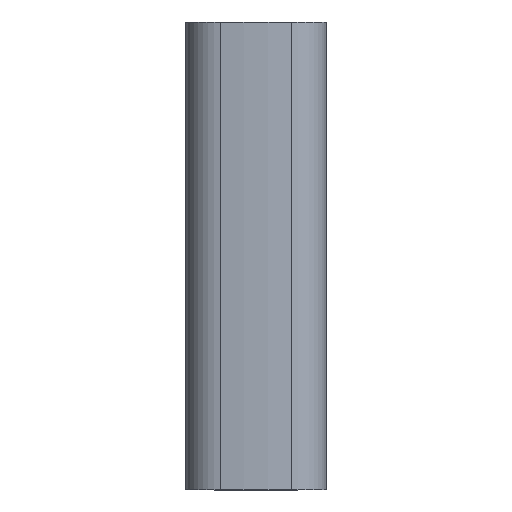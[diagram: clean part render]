
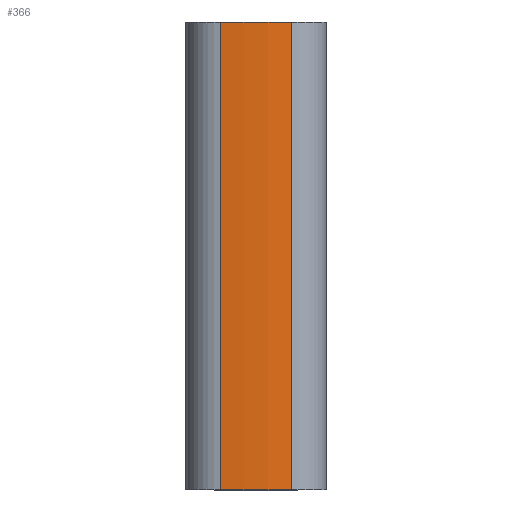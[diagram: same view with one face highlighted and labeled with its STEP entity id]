
A CAD part, top view. The second image highlights one B-rep face of the part: STEP entity #366.
In plain terms, the highlighted cylindrical face has radius 11.475 mm (diameter 22.95 mm), a partial arc.
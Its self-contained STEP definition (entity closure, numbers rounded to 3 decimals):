
#339=AXIS2_PLACEMENT_3D('Cylinder Axis2P3D',#336,#337,#338) ;
#343=AXIS2_PLACEMENT_3D('Circle Axis2P3D',#341,#342,$) ;
#357=AXIS2_PLACEMENT_3D('Circle Axis2P3D',#355,#356,$) ;
#313=CARTESIAN_POINT('Vertex',(4.08,18.,6.317)) ;
#316=CARTESIAN_POINT('Line Origine',(4.08,9.,6.317)) ;
#320=CARTESIAN_POINT('Vertex',(4.08,0.,6.317)) ;
#336=CARTESIAN_POINT('Axis2P3D Location',(2.7,9.,-5.075)) ;
#341=CARTESIAN_POINT('Axis2P3D Location',(2.7,18.,-5.075)) ;
#345=CARTESIAN_POINT('Vertex',(1.32,18.,6.317)) ;
#348=CARTESIAN_POINT('Line Origine',(1.32,9.,6.317)) ;
#352=CARTESIAN_POINT('Vertex',(1.32,0.,6.317)) ;
#355=CARTESIAN_POINT('Axis2P3D Location',(2.7,0.,-5.075)) ;
#317=DIRECTION('Vector Direction',(0.,-1.,0.)) ;
#337=DIRECTION('Axis2P3D Direction',(0.,-1.,0.)) ;
#338=DIRECTION('Axis2P3D XDirection',(0.12,0.,0.993)) ;
#342=DIRECTION('Axis2P3D Direction',(0.,-1.,0.)) ;
#349=DIRECTION('Vector Direction',(0.,-1.,0.)) ;
#356=DIRECTION('Axis2P3D Direction',(0.,-1.,0.)) ;
#318=VECTOR('Line Direction',#317,1.) ;
#350=VECTOR('Line Direction',#349,1.) ;
#361=ORIENTED_EDGE('',*,*,#322,.F.) ;
#362=ORIENTED_EDGE('',*,*,#347,.T.) ;
#363=ORIENTED_EDGE('',*,*,#354,.T.) ;
#364=ORIENTED_EDGE('',*,*,#359,.F.) ;
#366=ADVANCED_FACE('S4M - gedreht',(#365),#340,.T.) ;
#344=CIRCLE('generated circle',#343,11.475) ;
#358=CIRCLE('generated circle',#357,11.475) ;
#340=CYLINDRICAL_SURFACE('generated cylinder',#339,11.475) ;
#322=EDGE_CURVE('',#314,#321,#319,.T.) ;
#347=EDGE_CURVE('',#314,#346,#344,.T.) ;
#354=EDGE_CURVE('',#346,#353,#351,.T.) ;
#359=EDGE_CURVE('',#321,#353,#358,.T.) ;
#360=EDGE_LOOP('',(#361,#362,#363,#364)) ;
#365=FACE_OUTER_BOUND('',#360,.T.) ;
#319=LINE('Line',#316,#318) ;
#351=LINE('Line',#348,#350) ;
#314=VERTEX_POINT('',#313) ;
#321=VERTEX_POINT('',#320) ;
#346=VERTEX_POINT('',#345) ;
#353=VERTEX_POINT('',#352) ;
